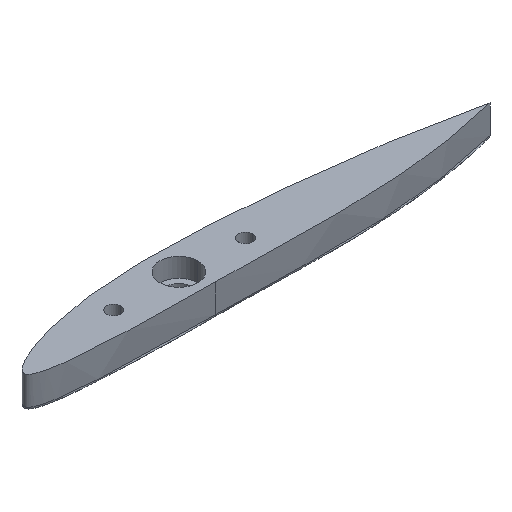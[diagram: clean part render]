
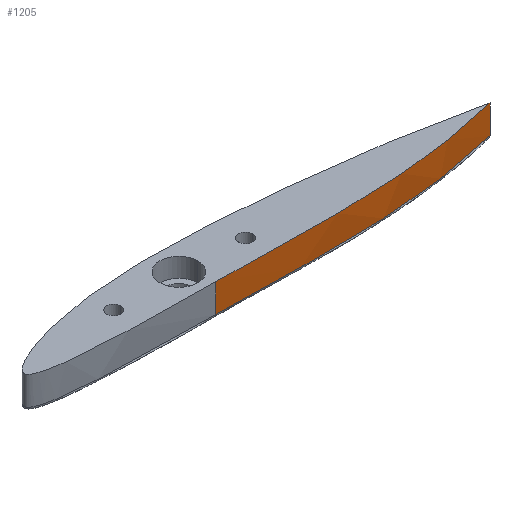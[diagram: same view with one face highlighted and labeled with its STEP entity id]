
A CAD part, isometric view. The second image highlights one B-rep face of the part: STEP entity #1205.
In plain terms, the highlighted free-form (B-spline) face has degree [3, 1] with [4, 2] control points.
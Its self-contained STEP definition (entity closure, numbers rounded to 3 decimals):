
#558 = LINE ( 'NONE', #643, #642 ) ;
#631 = CARTESIAN_POINT ( 'NONE',  ( 161.578, -4.586, -810. ) ) ;
#632 = CARTESIAN_POINT ( 'NONE',  ( 161.578, -4.586, -819. ) ) ;
#633 = CARTESIAN_POINT ( 'NONE',  ( 187.677, -4.51, -810. ) ) ;
#634 = CARTESIAN_POINT ( 'NONE',  ( 187.677, -4.51, -819. ) ) ;
#635 = CARTESIAN_POINT ( 'NONE',  ( 219.502, -7.891, -810. ) ) ;
#636 = CARTESIAN_POINT ( 'NONE',  ( 219.502, -7.891, -819. ) ) ;
#637 = CARTESIAN_POINT ( 'NONE',  ( 253.736, 1.016, -810. ) ) ;
#638 = CARTESIAN_POINT ( 'NONE',  ( 253.736, 1.016, -819. ) ) ;
#639 = B_SPLINE_SURFACE_WITH_KNOTS ( 'NONE', 3, 1, ( 
 ( #638, #637 ),
 ( #636, #635 ),
 ( #634, #633 ),
 ( #632, #631 ) ),
 .UNSPECIFIED., .F., .F., .F.,
 ( 4, 4 ),
 ( 2, 2 ),
 ( 0., 1. ),
 ( 0., 1. ),
 .UNSPECIFIED. ) ;
#640 = CARTESIAN_POINT ( 'NONE',  ( 253.736, 1.016, -819. ) ) ;
#641 = DIRECTION ( 'NONE',  ( 0., 0., 1. ) ) ;
#642 = VECTOR ( 'NONE', #641, 1000. ) ;
#643 = CARTESIAN_POINT ( 'NONE',  ( 253.736, 1.016, -820. ) ) ;
#888 = CARTESIAN_POINT ( 'NONE',  ( 161.578, -4.586, -819. ) ) ;
#889 = CARTESIAN_POINT ( 'NONE',  ( 165.44, -4.575, -819. ) ) ;
#890 = CARTESIAN_POINT ( 'NONE',  ( 169.301, -4.638, -819. ) ) ;
#891 = CARTESIAN_POINT ( 'NONE',  ( 177.023, -4.803, -819. ) ) ;
#892 = CARTESIAN_POINT ( 'NONE',  ( 180.883, -4.906, -819. ) ) ;
#893 = CARTESIAN_POINT ( 'NONE',  ( 188.605, -5.072, -819. ) ) ;
#894 = CARTESIAN_POINT ( 'NONE',  ( 192.466, -5.137, -819. ) ) ;
#895 = CARTESIAN_POINT ( 'NONE',  ( 200.187, -5.165, -819. ) ) ;
#896 = CARTESIAN_POINT ( 'NONE',  ( 204.047, -5.13, -819. ) ) ;
#897 = CARTESIAN_POINT ( 'NONE',  ( 211.765, -4.911, -819. ) ) ;
#898 = CARTESIAN_POINT ( 'NONE',  ( 215.626, -4.728, -819. ) ) ;
#899 = CARTESIAN_POINT ( 'NONE',  ( 223.325, -4.171, -819. ) ) ;
#900 = CARTESIAN_POINT ( 'NONE',  ( 227.164, -3.798, -819. ) ) ;
#901 = CARTESIAN_POINT ( 'NONE',  ( 234.816, -2.831, -819. ) ) ;
#902 = CARTESIAN_POINT ( 'NONE',  ( 238.631, -2.237, -819. ) ) ;
#903 = CARTESIAN_POINT ( 'NONE',  ( 246.225, -0.799, -819. ) ) ;
#904 = CARTESIAN_POINT ( 'NONE',  ( 249.995, 0.043, -819. ) ) ;
#905 = CARTESIAN_POINT ( 'NONE',  ( 161.578, -4.586, -810. ) ) ;
#906 = CARTESIAN_POINT ( 'NONE',  ( 253.736, 1.016, -819. ) ) ;
#907 = B_SPLINE_CURVE_WITH_KNOTS ( 'NONE', 3,
 ( #906, #904, #903, #902, #901, #900, #899, #898, #897, #896, #895, #894, #893, #892, #891, #890, #889, #888 ),
 .UNSPECIFIED., .F., .F.,
 ( 4, 2, 2, 2, 2, 2, 2, 2, 4 ),
 ( 0., 0.012, 0.023, 0.035, 0.046, 0.058, 0.07, 0.081, 0.093 ),
 .UNSPECIFIED. ) ;
#909 = CARTESIAN_POINT ( 'NONE',  ( 161.578, -4.586, -819. ) ) ;
#915 = FACE_OUTER_BOUND ( 'NONE', #1202, .T. ) ;
#932 = LINE ( 'NONE', #936, #935 ) ;
#934 = DIRECTION ( 'NONE',  ( 0., 0., 1. ) ) ;
#935 = VECTOR ( 'NONE', #934, 1000. ) ;
#936 = CARTESIAN_POINT ( 'NONE',  ( 161.578, -4.586, -820. ) ) ;
#1107 = EDGE_CURVE ( 'NONE', #1196, #1118, #1536, .T. ) ;
#1118 = VERTEX_POINT ( 'NONE', #1484 ) ;
#1190 = VERTEX_POINT ( 'NONE', #909 ) ;
#1191 = ORIENTED_EDGE ( 'NONE', *, *, #1192, .F. ) ;
#1192 = EDGE_CURVE ( 'NONE', #1208, #1190, #907, .T. ) ;
#1196 = VERTEX_POINT ( 'NONE', #905 ) ;
#1197 = ORIENTED_EDGE ( 'NONE', *, *, #1198, .F. ) ;
#1198 = EDGE_CURVE ( 'NONE', #1190, #1196, #932, .T. ) ;
#1199 = ORIENTED_EDGE ( 'NONE', *, *, #1107, .F. ) ;
#1202 = EDGE_LOOP ( 'NONE', ( #1206, #1199, #1197, #1191 ) ) ;
#1205 = ADVANCED_FACE ( 'NONE', ( #915 ), #639, .T. ) ;
#1206 = ORIENTED_EDGE ( 'NONE', *, *, #1207, .T. ) ;
#1207 = EDGE_CURVE ( 'NONE', #1208, #1118, #558, .T. ) ;
#1208 = VERTEX_POINT ( 'NONE', #640 ) ;
#1484 = CARTESIAN_POINT ( 'NONE',  ( 253.736, 1.016, -810. ) ) ;
#1492 = CARTESIAN_POINT ( 'NONE',  ( 161.578, -4.586, -810. ) ) ;
#1495 = CARTESIAN_POINT ( 'NONE',  ( 187.677, -4.51, -810. ) ) ;
#1505 = CARTESIAN_POINT ( 'NONE',  ( 253.736, 1.016, -810. ) ) ;
#1506 = CARTESIAN_POINT ( 'NONE',  ( 219.502, -7.891, -810. ) ) ;
#1536 = B_SPLINE_CURVE_WITH_KNOTS ( 'NONE', 3,
 ( #1492, #1495, #1506, #1505 ),
 .UNSPECIFIED., .F., .F.,
 ( 4, 4 ),
 ( 0., 1. ),
 .UNSPECIFIED. ) ;
